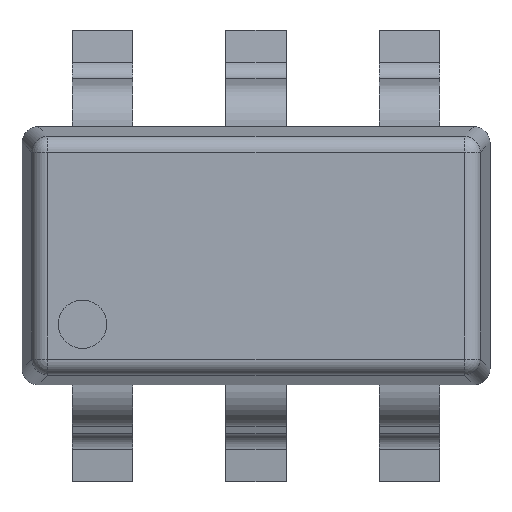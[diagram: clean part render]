
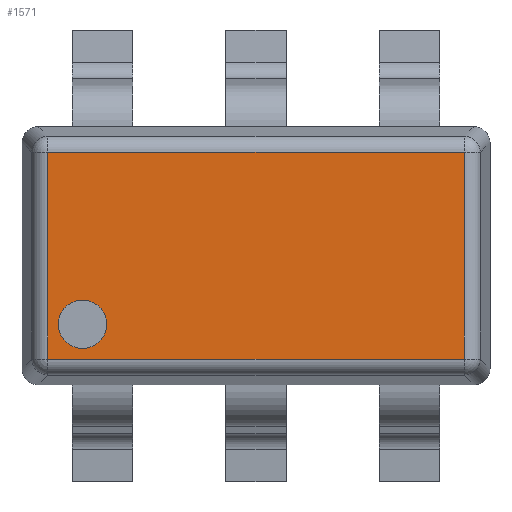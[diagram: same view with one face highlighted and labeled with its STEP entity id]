
A CAD part, top view. The second image highlights one B-rep face of the part: STEP entity #1571.
In plain terms, the highlighted planar face has unit normal (0, 0, 1).
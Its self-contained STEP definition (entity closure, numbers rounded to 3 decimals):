
#1180 = VERTEX_POINT('',#1181);
#1181 = CARTESIAN_POINT('',(-1.075,-0.575,1.45));
#1187 = EDGE_CURVE('',#1188,#1180,#1190,.T.);
#1188 = VERTEX_POINT('',#1189);
#1189 = CARTESIAN_POINT('',(-1.075,-0.275,1.45));
#1190 = CIRCLE('',#1191,0.15);
#1191 = AXIS2_PLACEMENT_3D('',#1192,#1193,#1194);
#1192 = CARTESIAN_POINT('',(-1.075,-0.425,1.45));
#1193 = DIRECTION('',(0.,0.,1.));
#1194 = DIRECTION('',(0.,-1.,0.));
#1571 = ADVANCED_FACE('',(#1572,#1606),#1616,.T.);
#1572 = FACE_BOUND('',#1573,.T.);
#1573 = EDGE_LOOP('',(#1574,#1584,#1592,#1600));
#1574 = ORIENTED_EDGE('',*,*,#1575,.T.);
#1575 = EDGE_CURVE('',#1576,#1578,#1580,.T.);
#1576 = VERTEX_POINT('',#1577);
#1577 = CARTESIAN_POINT('',(-1.291,-0.641,1.45));
#1578 = VERTEX_POINT('',#1579);
#1579 = CARTESIAN_POINT('',(1.291,-0.641,1.45));
#1580 = LINE('',#1581,#1582);
#1581 = CARTESIAN_POINT('',(1.375,-0.641,1.45));
#1582 = VECTOR('',#1583,1.);
#1583 = DIRECTION('',(1.,0.,0.));
#1584 = ORIENTED_EDGE('',*,*,#1585,.T.);
#1585 = EDGE_CURVE('',#1578,#1586,#1588,.T.);
#1586 = VERTEX_POINT('',#1587);
#1587 = CARTESIAN_POINT('',(1.291,0.641,1.45));
#1588 = LINE('',#1589,#1590);
#1589 = CARTESIAN_POINT('',(1.291,0.725,1.45));
#1590 = VECTOR('',#1591,1.);
#1591 = DIRECTION('',(0.,1.,0.));
#1592 = ORIENTED_EDGE('',*,*,#1593,.T.);
#1593 = EDGE_CURVE('',#1586,#1594,#1596,.T.);
#1594 = VERTEX_POINT('',#1595);
#1595 = CARTESIAN_POINT('',(-1.291,0.641,1.45));
#1596 = LINE('',#1597,#1598);
#1597 = CARTESIAN_POINT('',(-1.375,0.641,1.45));
#1598 = VECTOR('',#1599,1.);
#1599 = DIRECTION('',(-1.,0.,0.));
#1600 = ORIENTED_EDGE('',*,*,#1601,.T.);
#1601 = EDGE_CURVE('',#1594,#1576,#1602,.T.);
#1602 = LINE('',#1603,#1604);
#1603 = CARTESIAN_POINT('',(-1.291,-0.725,1.45));
#1604 = VECTOR('',#1605,1.);
#1605 = DIRECTION('',(0.,-1.,0.));
#1606 = FACE_BOUND('',#1607,.T.);
#1607 = EDGE_LOOP('',(#1608,#1615));
#1608 = ORIENTED_EDGE('',*,*,#1609,.F.);
#1609 = EDGE_CURVE('',#1180,#1188,#1610,.T.);
#1610 = CIRCLE('',#1611,0.15);
#1611 = AXIS2_PLACEMENT_3D('',#1612,#1613,#1614);
#1612 = CARTESIAN_POINT('',(-1.075,-0.425,1.45));
#1613 = DIRECTION('',(0.,0.,1.));
#1614 = DIRECTION('',(0.,-1.,0.));
#1615 = ORIENTED_EDGE('',*,*,#1187,.F.);
#1616 = PLANE('',#1617);
#1617 = AXIS2_PLACEMENT_3D('',#1618,#1619,#1620);
#1618 = CARTESIAN_POINT('',(0.,0.,
    1.45));
#1619 = DIRECTION('',(0.,0.,1.));
#1620 = DIRECTION('',(0.,-1.,0.));
